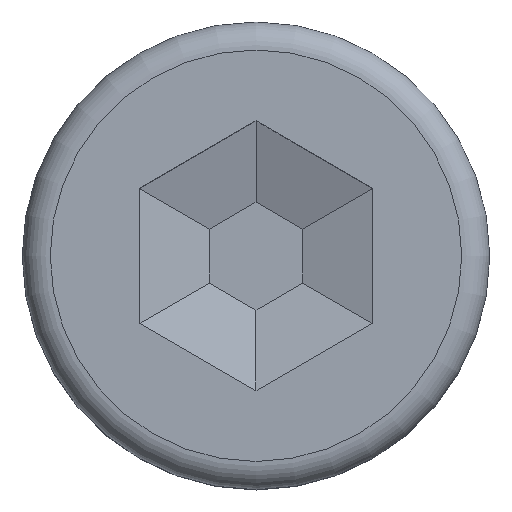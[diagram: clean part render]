
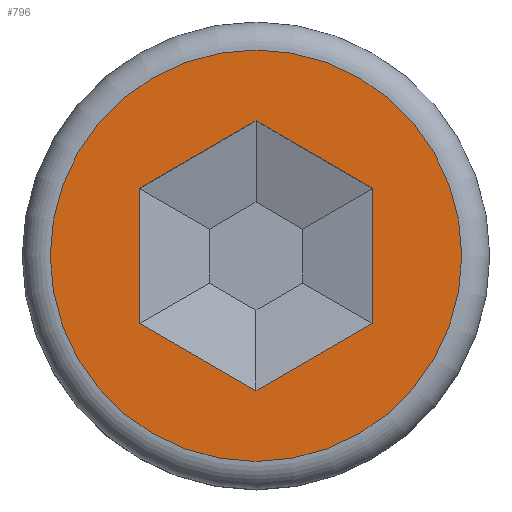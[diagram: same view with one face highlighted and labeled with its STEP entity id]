
A CAD part, top view. The second image highlights one B-rep face of the part: STEP entity #796.
In plain terms, the highlighted planar face has unit normal (0, 0, 1).
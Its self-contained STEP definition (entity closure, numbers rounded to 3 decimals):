
#15=FACE_BOUND('',#114,.T.);
#19=PLANE('',#862);
#67=FACE_OUTER_BOUND('',#113,.T.);
#113=EDGE_LOOP('',(#672));
#114=EDGE_LOOP('',(#673,#674,#675,#676,#677,#678));
#134=CIRCLE('',#857,2.2);
#219=LINE('',#2941,#274);
#220=LINE('',#2943,#275);
#221=LINE('',#2945,#276);
#222=LINE('',#2947,#277);
#223=LINE('',#2949,#278);
#224=LINE('',#2950,#279);
#274=VECTOR('',#980,10.);
#275=VECTOR('',#981,10.);
#276=VECTOR('',#982,10.);
#277=VECTOR('',#983,10.);
#278=VECTOR('',#984,10.);
#279=VECTOR('',#985,10.);
#360=VERTEX_POINT('',#2929);
#363=VERTEX_POINT('',#2939);
#364=VERTEX_POINT('',#2940);
#365=VERTEX_POINT('',#2942);
#366=VERTEX_POINT('',#2944);
#367=VERTEX_POINT('',#2946);
#368=VERTEX_POINT('',#2948);
#465=EDGE_CURVE('',#360,#360,#134,.T.);
#470=EDGE_CURVE('',#363,#364,#219,.T.);
#471=EDGE_CURVE('',#364,#365,#220,.T.);
#472=EDGE_CURVE('',#365,#366,#221,.T.);
#473=EDGE_CURVE('',#366,#367,#222,.T.);
#474=EDGE_CURVE('',#367,#368,#223,.T.);
#475=EDGE_CURVE('',#368,#363,#224,.T.);
#672=ORIENTED_EDGE('',*,*,#465,.F.);
#673=ORIENTED_EDGE('',*,*,#470,.T.);
#674=ORIENTED_EDGE('',*,*,#471,.T.);
#675=ORIENTED_EDGE('',*,*,#472,.T.);
#676=ORIENTED_EDGE('',*,*,#473,.T.);
#677=ORIENTED_EDGE('',*,*,#474,.T.);
#678=ORIENTED_EDGE('',*,*,#475,.T.);
#796=ADVANCED_FACE('',(#67,#15),#19,.T.);
#857=AXIS2_PLACEMENT_3D('',#2930,#967,#968);
#862=AXIS2_PLACEMENT_3D('',#2938,#978,#979);
#967=DIRECTION('center_axis',(0.,0.,-1.));
#968=DIRECTION('ref_axis',(1.,0.,0.));
#978=DIRECTION('center_axis',(0.,0.,1.));
#979=DIRECTION('ref_axis',(1.,0.,0.));
#980=DIRECTION('',(0.,-1.,0.));
#981=DIRECTION('',(-0.866,-0.5,0.));
#982=DIRECTION('',(-0.866,0.5,0.));
#983=DIRECTION('',(0.,1.,0.));
#984=DIRECTION('',(0.866,0.5,0.));
#985=DIRECTION('',(0.866,-0.5,0.));
#2929=CARTESIAN_POINT('',(-2.2,0.,0.));
#2930=CARTESIAN_POINT('Origin',(0.,0.,0.));
#2938=CARTESIAN_POINT('Origin',(0.,0.,0.));
#2939=CARTESIAN_POINT('',(1.25,0.722,0.));
#2940=CARTESIAN_POINT('',(1.25,-0.722,0.));
#2941=CARTESIAN_POINT('',(1.25,-0.722,0.));
#2942=CARTESIAN_POINT('',(0.,-1.443,0.));
#2943=CARTESIAN_POINT('',(0.,-1.443,0.));
#2944=CARTESIAN_POINT('',(-1.25,-0.722,0.));
#2945=CARTESIAN_POINT('',(-1.25,-0.722,0.));
#2946=CARTESIAN_POINT('',(-1.25,0.722,0.));
#2947=CARTESIAN_POINT('',(-1.25,0.722,0.));
#2948=CARTESIAN_POINT('',(0.,1.443,0.));
#2949=CARTESIAN_POINT('',(0.,1.443,0.));
#2950=CARTESIAN_POINT('',(1.25,0.722,0.));
